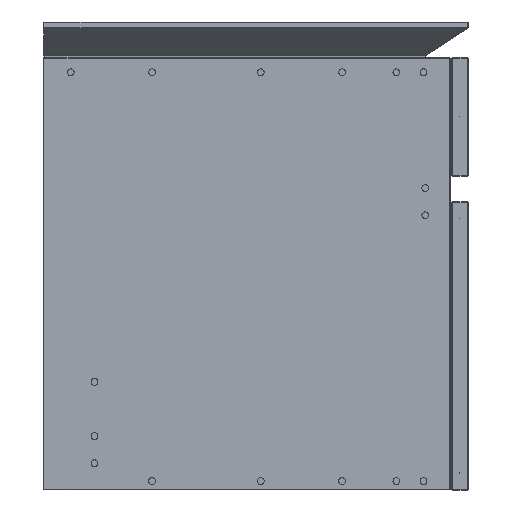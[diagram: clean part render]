
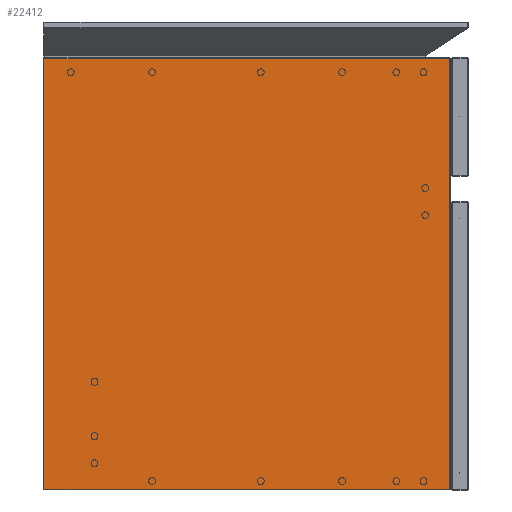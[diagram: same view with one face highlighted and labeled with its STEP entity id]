
A CAD part, left-side view. The second image highlights one B-rep face of the part: STEP entity #22412.
In plain terms, the highlighted planar face has unit normal (-1, 0, 0).
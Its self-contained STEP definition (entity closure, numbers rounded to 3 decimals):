
#20967=CARTESIAN_POINT('',(-4352.553,12827.051,-0.8));
#20968=VERTEX_POINT('',#20967);
#20975=CARTESIAN_POINT('',(-4352.553,12348.851,-0.8));
#20976=VERTEX_POINT('',#20975);
#20977=CARTESIAN_POINT('',(-4352.553,12827.051,-0.8));
#20978=DIRECTION('',(0.0,-1.0,0.0));
#20979=VECTOR('',#20978,478.2);
#20980=LINE('',#20977,#20979);
#20981=EDGE_CURVE('',#20968,#20976,#20980,.T.);
#20998=CARTESIAN_POINT('',(-4352.553,12348.851,-509.2));
#20999=VERTEX_POINT('',#20998);
#21000=CARTESIAN_POINT('',(-4352.553,12348.851,-0.8));
#21001=DIRECTION('',(0.0,0.0,-1.0));
#21002=VECTOR('',#21001,508.4);
#21003=LINE('',#21000,#21002);
#21004=EDGE_CURVE('',#20976,#20999,#21003,.T.);
#21037=CARTESIAN_POINT('',(-4352.553,12827.051,-509.2));
#21038=VERTEX_POINT('',#21037);
#21062=CARTESIAN_POINT('',(-4352.553,12348.851,-509.2));
#21063=DIRECTION('',(0.0,1.0,0.0));
#21064=VECTOR('',#21063,478.2);
#21065=LINE('',#21062,#21064);
#21066=EDGE_CURVE('',#20999,#21038,#21065,.T.);
#21148=CARTESIAN_POINT('',(-4352.553,12827.051,-509.2));
#21149=DIRECTION('',(0.0,0.0,1.0));
#21150=VECTOR('',#21149,508.4);
#21151=LINE('',#21148,#21150);
#21152=EDGE_CURVE('',#21038,#20968,#21151,.T.);
#22401=CARTESIAN_POINT('',(-4352.553,12587.951,-0.799));
#22402=DIRECTION('',(-1.0,0.0,0.0));
#22403=DIRECTION('',(0.0,0.0,1.0));
#22404=AXIS2_PLACEMENT_3D('',#22401,#22402,#22403);
#22405=PLANE('',#22404);
#22406=ORIENTED_EDGE('',*,*,#20981,.F.);
#22407=ORIENTED_EDGE('',*,*,#21152,.F.);
#22408=ORIENTED_EDGE('',*,*,#21066,.F.);
#22409=ORIENTED_EDGE('',*,*,#21004,.F.);
#22410=EDGE_LOOP('',(#22406,#22407,#22408,#22409));
#22411=FACE_OUTER_BOUND('',#22410,.T.);
#22412=ADVANCED_FACE('',(#22411),#22405,.T.);
